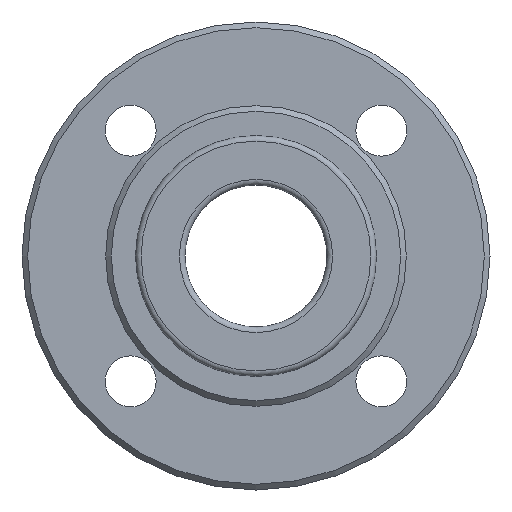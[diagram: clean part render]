
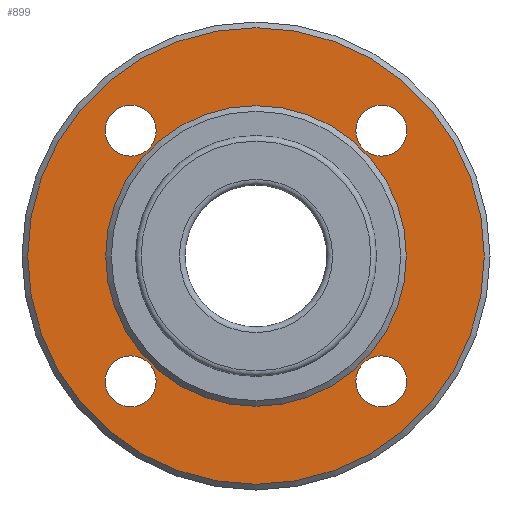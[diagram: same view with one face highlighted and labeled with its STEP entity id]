
A CAD part, left-side view. The second image highlights one B-rep face of the part: STEP entity #899.
In plain terms, the highlighted planar face has unit normal (-1, 0, 0).
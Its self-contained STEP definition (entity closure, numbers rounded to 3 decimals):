
#45=FACE_BOUND('',#254,.T.);
#46=FACE_BOUND('',#255,.T.);
#47=FACE_BOUND('',#256,.T.);
#48=FACE_BOUND('',#257,.T.);
#49=FACE_BOUND('',#258,.T.);
#65=PLANE('',#1064);
#172=FACE_OUTER_BOUND('',#253,.T.);
#253=EDGE_LOOP('',(#734));
#254=EDGE_LOOP('',(#735));
#255=EDGE_LOOP('',(#736));
#256=EDGE_LOOP('',(#737));
#257=EDGE_LOOP('',(#738));
#258=EDGE_LOOP('',(#739));
#357=CIRCLE('',#1063,80.5);
#358=CIRCLE('',#1065,53.);
#359=CIRCLE('',#1066,9.);
#360=CIRCLE('',#1067,9.);
#361=CIRCLE('',#1068,9.);
#362=CIRCLE('',#1069,9.);
#431=VERTEX_POINT('',#1611);
#432=VERTEX_POINT('',#1615);
#433=VERTEX_POINT('',#1617);
#434=VERTEX_POINT('',#1619);
#435=VERTEX_POINT('',#1621);
#436=VERTEX_POINT('',#1623);
#536=EDGE_CURVE('',#431,#431,#357,.T.);
#537=EDGE_CURVE('',#432,#432,#358,.T.);
#538=EDGE_CURVE('',#433,#433,#359,.T.);
#539=EDGE_CURVE('',#434,#434,#360,.T.);
#540=EDGE_CURVE('',#435,#435,#361,.T.);
#541=EDGE_CURVE('',#436,#436,#362,.T.);
#734=ORIENTED_EDGE('',*,*,#536,.F.);
#735=ORIENTED_EDGE('',*,*,#537,.F.);
#736=ORIENTED_EDGE('',*,*,#538,.F.);
#737=ORIENTED_EDGE('',*,*,#539,.F.);
#738=ORIENTED_EDGE('',*,*,#540,.F.);
#739=ORIENTED_EDGE('',*,*,#541,.F.);
#899=ADVANCED_FACE('',(#172,#45,#46,#47,#48,#49),#65,.F.);
#1063=AXIS2_PLACEMENT_3D('',#1613,#1355,#1356);
#1064=AXIS2_PLACEMENT_3D('',#1614,#1357,#1358);
#1065=AXIS2_PLACEMENT_3D('',#1616,#1359,#1360);
#1066=AXIS2_PLACEMENT_3D('',#1618,#1361,#1362);
#1067=AXIS2_PLACEMENT_3D('',#1620,#1363,#1364);
#1068=AXIS2_PLACEMENT_3D('',#1622,#1365,#1366);
#1069=AXIS2_PLACEMENT_3D('',#1624,#1367,#1368);
#1355=DIRECTION('center_axis',(1.,0.,0.));
#1356=DIRECTION('ref_axis',(0.,-1.,0.));
#1357=DIRECTION('center_axis',(1.,0.,0.));
#1358=DIRECTION('ref_axis',(0.,0.,-1.));
#1359=DIRECTION('center_axis',(-1.,0.,0.));
#1360=DIRECTION('ref_axis',(0.,0.,-1.));
#1361=DIRECTION('center_axis',(-1.,0.,0.));
#1362=DIRECTION('ref_axis',(0.,-1.,0.));
#1363=DIRECTION('center_axis',(-1.,0.,0.));
#1364=DIRECTION('ref_axis',(0.,-1.,0.));
#1365=DIRECTION('center_axis',(-1.,0.,0.));
#1366=DIRECTION('ref_axis',(0.,-1.,0.));
#1367=DIRECTION('center_axis',(-1.,0.,0.));
#1368=DIRECTION('ref_axis',(0.,-1.,0.));
#1611=CARTESIAN_POINT('',(0.,80.5,0.));
#1613=CARTESIAN_POINT('Origin',(0.,0.,0.));
#1614=CARTESIAN_POINT('Origin',(0.,0.,0.));
#1615=CARTESIAN_POINT('',(0.,0.,53.));
#1616=CARTESIAN_POINT('Origin',(0.,0.,0.));
#1617=CARTESIAN_POINT('',(0.,53.194,44.194));
#1618=CARTESIAN_POINT('Origin',(0.,44.194,44.194));
#1619=CARTESIAN_POINT('',(0.,-35.194,44.194));
#1620=CARTESIAN_POINT('Origin',(0.,-44.194,44.194));
#1621=CARTESIAN_POINT('',(0.,-35.194,-44.194));
#1622=CARTESIAN_POINT('Origin',(0.,-44.194,-44.194));
#1623=CARTESIAN_POINT('',(0.,53.194,-44.194));
#1624=CARTESIAN_POINT('Origin',(0.,44.194,-44.194));
